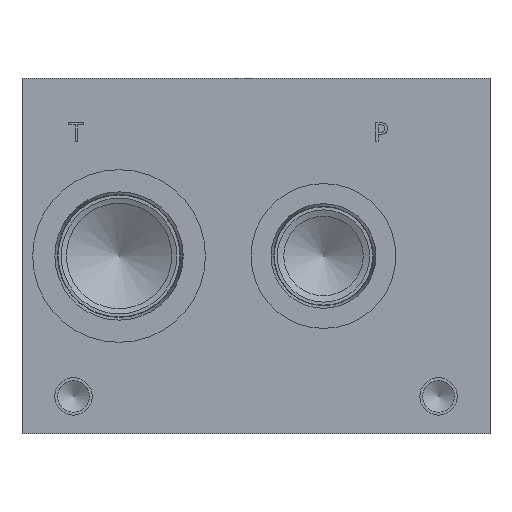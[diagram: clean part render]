
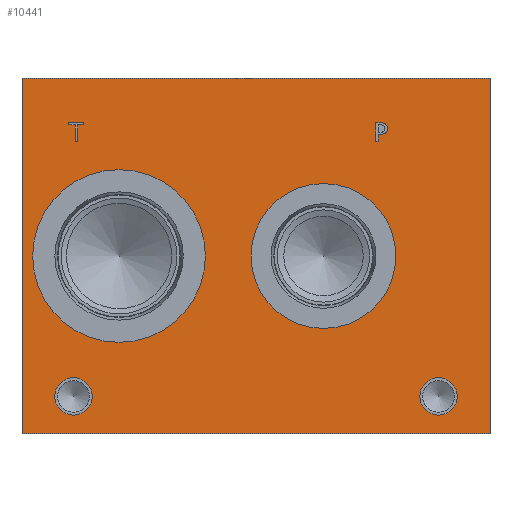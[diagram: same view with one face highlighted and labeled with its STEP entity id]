
A CAD part, left-side view. The second image highlights one B-rep face of the part: STEP entity #10441.
In plain terms, the highlighted planar face has unit normal (-1, 0, 0).
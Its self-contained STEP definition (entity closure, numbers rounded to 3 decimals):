
#141=CIRCLE('',#10892,29.286);
#142=CIRCLE('',#10893,29.286);
#143=CIRCLE('',#10894,24.562);
#144=CIRCLE('',#10895,24.562);
#145=CIRCLE('',#10896,6.35);
#146=CIRCLE('',#10897,6.35);
#147=CIRCLE('',#10898,6.35);
#148=CIRCLE('',#10899,6.35);
#406=FACE_BOUND('',#1748,.T.);
#407=FACE_BOUND('',#1749,.T.);
#408=FACE_BOUND('',#1750,.T.);
#409=FACE_BOUND('',#1751,.T.);
#410=FACE_BOUND('',#1752,.T.);
#411=FACE_BOUND('',#1753,.T.);
#718=PLANE('',#10891);
#1154=FACE_OUTER_BOUND('',#1747,.T.);
#1747=EDGE_LOOP('',(#8749,#8750,#8751,#8752));
#1748=EDGE_LOOP('',(#8753,#8754));
#1749=EDGE_LOOP('',(#8755,#8756));
#1750=EDGE_LOOP('',(#8757,#8758));
#1751=EDGE_LOOP('',(#8759,#8760));
#1752=EDGE_LOOP('',(#8761,#8762,#8763,#8764,#8765,#8766,#8767,#8768));
#1753=EDGE_LOOP('',(#8769,#8770,#8771,#8772,#8773,#8774,#8775,#8776,#8777));
#2200=LINE('',#15592,#3172);
#2757=LINE('',#17373,#3729);
#2760=LINE('',#17379,#3732);
#2763=LINE('',#17385,#3735);
#2766=LINE('',#17391,#3738);
#2769=LINE('',#17397,#3741);
#2773=LINE('',#17439,#3745);
#2774=LINE('',#17441,#3746);
#2775=LINE('',#17442,#3747);
#2776=LINE('',#17461,#3748);
#2777=LINE('',#17463,#3749);
#2778=LINE('',#17465,#3750);
#2779=LINE('',#17467,#3751);
#2780=LINE('',#17469,#3752);
#2781=LINE('',#17471,#3753);
#2782=LINE('',#17473,#3754);
#2783=LINE('',#17474,#3755);
#3172=VECTOR('',#11654,10.);
#3729=VECTOR('',#12637,10.);
#3732=VECTOR('',#12642,10.);
#3735=VECTOR('',#12647,10.);
#3738=VECTOR('',#12652,10.);
#3741=VECTOR('',#12657,10.);
#3745=VECTOR('',#12665,10.);
#3746=VECTOR('',#12666,10.);
#3747=VECTOR('',#12667,10.);
#3748=VECTOR('',#12684,10.);
#3749=VECTOR('',#12685,10.);
#3750=VECTOR('',#12686,10.);
#3751=VECTOR('',#12687,10.);
#3752=VECTOR('',#12688,10.);
#3753=VECTOR('',#12689,10.);
#3754=VECTOR('',#12690,10.);
#3755=VECTOR('',#12691,10.);
#4133=B_SPLINE_CURVE_WITH_KNOTS('',2,(#17340,#17341,#17342,#17343),
 .UNSPECIFIED.,.F.,.F.,(3,1,3),(0.,1.,2.),.UNSPECIFIED.);
#4135=B_SPLINE_CURVE_WITH_KNOTS('',2,(#17361,#17362,#17363,#17364),
 .UNSPECIFIED.,.F.,.F.,(3,1,3),(0.,1.,2.),.UNSPECIFIED.);
#4137=B_SPLINE_CURVE_WITH_KNOTS('',2,(#17410,#17411,#17412,#17413),
 .UNSPECIFIED.,.F.,.F.,(3,1,3),(0.,1.,2.),.UNSPECIFIED.);
#4139=B_SPLINE_CURVE_WITH_KNOTS('',2,(#17428,#17429,#17430,#17431),
 .UNSPECIFIED.,.F.,.F.,(3,1,3),(0.,1.,2.),.UNSPECIFIED.);
#4429=VERTEX_POINT('',#15585);
#4432=VERTEX_POINT('',#15590);
#4861=VERTEX_POINT('',#17338);
#4862=VERTEX_POINT('',#17339);
#4865=VERTEX_POINT('',#17360);
#4867=VERTEX_POINT('',#17372);
#4869=VERTEX_POINT('',#17378);
#4871=VERTEX_POINT('',#17384);
#4873=VERTEX_POINT('',#17390);
#4875=VERTEX_POINT('',#17396);
#4877=VERTEX_POINT('',#17409);
#4879=VERTEX_POINT('',#17438);
#4880=VERTEX_POINT('',#17440);
#4881=VERTEX_POINT('',#17443);
#4882=VERTEX_POINT('',#17444);
#4883=VERTEX_POINT('',#17447);
#4884=VERTEX_POINT('',#17448);
#4885=VERTEX_POINT('',#17451);
#4886=VERTEX_POINT('',#17452);
#4887=VERTEX_POINT('',#17455);
#4888=VERTEX_POINT('',#17456);
#4889=VERTEX_POINT('',#17459);
#4890=VERTEX_POINT('',#17460);
#4891=VERTEX_POINT('',#17462);
#4892=VERTEX_POINT('',#17464);
#4893=VERTEX_POINT('',#17466);
#4894=VERTEX_POINT('',#17468);
#4895=VERTEX_POINT('',#17470);
#4896=VERTEX_POINT('',#17472);
#5577=EDGE_CURVE('',#4429,#4432,#2200,.T.);
#6213=EDGE_CURVE('',#4861,#4862,#4133,.T.);
#6217=EDGE_CURVE('',#4865,#4861,#4135,.T.);
#6220=EDGE_CURVE('',#4867,#4865,#2757,.T.);
#6223=EDGE_CURVE('',#4869,#4867,#2760,.T.);
#6226=EDGE_CURVE('',#4871,#4869,#2763,.T.);
#6229=EDGE_CURVE('',#4873,#4871,#2766,.T.);
#6232=EDGE_CURVE('',#4875,#4873,#2769,.T.);
#6235=EDGE_CURVE('',#4877,#4875,#4137,.T.);
#6238=EDGE_CURVE('',#4862,#4877,#4139,.T.);
#6240=EDGE_CURVE('',#4879,#4429,#2773,.T.);
#6241=EDGE_CURVE('',#4880,#4432,#2774,.T.);
#6242=EDGE_CURVE('',#4879,#4880,#2775,.T.);
#6243=EDGE_CURVE('',#4881,#4882,#141,.T.);
#6244=EDGE_CURVE('',#4882,#4881,#142,.T.);
#6245=EDGE_CURVE('',#4883,#4884,#143,.T.);
#6246=EDGE_CURVE('',#4884,#4883,#144,.T.);
#6247=EDGE_CURVE('',#4885,#4886,#145,.T.);
#6248=EDGE_CURVE('',#4886,#4885,#146,.T.);
#6249=EDGE_CURVE('',#4887,#4888,#147,.T.);
#6250=EDGE_CURVE('',#4888,#4887,#148,.T.);
#6251=EDGE_CURVE('',#4889,#4890,#2776,.T.);
#6252=EDGE_CURVE('',#4890,#4891,#2777,.T.);
#6253=EDGE_CURVE('',#4891,#4892,#2778,.T.);
#6254=EDGE_CURVE('',#4892,#4893,#2779,.T.);
#6255=EDGE_CURVE('',#4893,#4894,#2780,.T.);
#6256=EDGE_CURVE('',#4894,#4895,#2781,.T.);
#6257=EDGE_CURVE('',#4895,#4896,#2782,.T.);
#6258=EDGE_CURVE('',#4896,#4889,#2783,.T.);
#8749=ORIENTED_EDGE('',*,*,#6240,.T.);
#8750=ORIENTED_EDGE('',*,*,#5577,.T.);
#8751=ORIENTED_EDGE('',*,*,#6241,.F.);
#8752=ORIENTED_EDGE('',*,*,#6242,.F.);
#8753=ORIENTED_EDGE('',*,*,#6243,.T.);
#8754=ORIENTED_EDGE('',*,*,#6244,.T.);
#8755=ORIENTED_EDGE('',*,*,#6245,.T.);
#8756=ORIENTED_EDGE('',*,*,#6246,.T.);
#8757=ORIENTED_EDGE('',*,*,#6247,.T.);
#8758=ORIENTED_EDGE('',*,*,#6248,.T.);
#8759=ORIENTED_EDGE('',*,*,#6249,.T.);
#8760=ORIENTED_EDGE('',*,*,#6250,.T.);
#8761=ORIENTED_EDGE('',*,*,#6251,.T.);
#8762=ORIENTED_EDGE('',*,*,#6252,.T.);
#8763=ORIENTED_EDGE('',*,*,#6253,.T.);
#8764=ORIENTED_EDGE('',*,*,#6254,.T.);
#8765=ORIENTED_EDGE('',*,*,#6255,.T.);
#8766=ORIENTED_EDGE('',*,*,#6256,.T.);
#8767=ORIENTED_EDGE('',*,*,#6257,.T.);
#8768=ORIENTED_EDGE('',*,*,#6258,.T.);
#8769=ORIENTED_EDGE('',*,*,#6213,.T.);
#8770=ORIENTED_EDGE('',*,*,#6238,.T.);
#8771=ORIENTED_EDGE('',*,*,#6235,.T.);
#8772=ORIENTED_EDGE('',*,*,#6232,.T.);
#8773=ORIENTED_EDGE('',*,*,#6229,.T.);
#8774=ORIENTED_EDGE('',*,*,#6226,.T.);
#8775=ORIENTED_EDGE('',*,*,#6223,.T.);
#8776=ORIENTED_EDGE('',*,*,#6220,.T.);
#8777=ORIENTED_EDGE('',*,*,#6217,.T.);
#10441=ADVANCED_FACE('',(#1154,#406,#407,#408,#409,#410,#411),#718,.T.);
#10891=AXIS2_PLACEMENT_3D('',#17437,#12663,#12664);
#10892=AXIS2_PLACEMENT_3D('',#17445,#12668,#12669);
#10893=AXIS2_PLACEMENT_3D('',#17446,#12670,#12671);
#10894=AXIS2_PLACEMENT_3D('',#17449,#12672,#12673);
#10895=AXIS2_PLACEMENT_3D('',#17450,#12674,#12675);
#10896=AXIS2_PLACEMENT_3D('',#17453,#12676,#12677);
#10897=AXIS2_PLACEMENT_3D('',#17454,#12678,#12679);
#10898=AXIS2_PLACEMENT_3D('',#17457,#12680,#12681);
#10899=AXIS2_PLACEMENT_3D('',#17458,#12682,#12683);
#11654=DIRECTION('',(0.,0.,1.));
#12637=DIRECTION('',(0.,-1.,0.));
#12642=DIRECTION('',(0.,0.,1.));
#12647=DIRECTION('',(0.,1.,0.));
#12652=DIRECTION('',(0.,0.,-1.));
#12657=DIRECTION('',(0.,1.,0.));
#12663=DIRECTION('center_axis',(-1.,0.,0.));
#12664=DIRECTION('ref_axis',(0.,-1.,0.));
#12665=DIRECTION('',(0.,-1.,0.));
#12666=DIRECTION('',(0.,-1.,0.));
#12667=DIRECTION('',(0.,0.,1.));
#12668=DIRECTION('center_axis',(1.,0.,0.));
#12669=DIRECTION('ref_axis',(0.,0.,1.));
#12670=DIRECTION('center_axis',(1.,0.,0.));
#12671=DIRECTION('ref_axis',(0.,0.,1.));
#12672=DIRECTION('center_axis',(1.,0.,0.));
#12673=DIRECTION('ref_axis',(0.,0.,1.));
#12674=DIRECTION('center_axis',(1.,0.,0.));
#12675=DIRECTION('ref_axis',(0.,0.,1.));
#12676=DIRECTION('center_axis',(1.,0.,0.));
#12677=DIRECTION('ref_axis',(0.,1.,0.));
#12678=DIRECTION('center_axis',(1.,0.,0.));
#12679=DIRECTION('ref_axis',(0.,1.,0.));
#12680=DIRECTION('center_axis',(1.,0.,0.));
#12681=DIRECTION('ref_axis',(0.,1.,0.));
#12682=DIRECTION('center_axis',(1.,0.,0.));
#12683=DIRECTION('ref_axis',(0.,1.,0.));
#12684=DIRECTION('',(0.,1.,0.));
#12685=DIRECTION('',(0.,0.,1.));
#12686=DIRECTION('',(0.,1.,0.));
#12687=DIRECTION('',(0.,0.,1.));
#12688=DIRECTION('',(0.,-1.,0.));
#12689=DIRECTION('',(0.,0.,-1.));
#12690=DIRECTION('',(0.,1.,0.));
#12691=DIRECTION('',(0.,0.,-1.));
#15585=CARTESIAN_POINT('',(0.,0.,0.));
#15590=CARTESIAN_POINT('',(0.,0.,120.65));
#15592=CARTESIAN_POINT('',(0.,0.,0.));
#17338=CARTESIAN_POINT('',(0.,35.571,105.141));
#17339=CARTESIAN_POINT('',(0.,34.815,103.623));
#17340=CARTESIAN_POINT('Ctrl Pts',(0.,35.571,105.141));
#17341=CARTESIAN_POINT('Ctrl Pts',(0.,35.216,104.899));
#17342=CARTESIAN_POINT('Ctrl Pts',(0.,34.815,104.153));
#17343=CARTESIAN_POINT('Ctrl Pts',(0.,34.815,103.623));
#17360=CARTESIAN_POINT('',(0.,37.233,105.537));
#17361=CARTESIAN_POINT('Ctrl Pts',(0.,37.233,105.537));
#17362=CARTESIAN_POINT('Ctrl Pts',(0.,36.667,105.537));
#17363=CARTESIAN_POINT('Ctrl Pts',(0.,35.875,105.352));
#17364=CARTESIAN_POINT('Ctrl Pts',(0.,35.571,105.141));
#17372=CARTESIAN_POINT('',(0.,38.828,105.537));
#17373=CARTESIAN_POINT('',(0.,98.789,105.537));
#17378=CARTESIAN_POINT('',(0.,38.828,99.187));
#17379=CARTESIAN_POINT('',(0.,38.828,49.593));
#17384=CARTESIAN_POINT('',(0.,37.984,99.187));
#17385=CARTESIAN_POINT('',(0.,98.367,99.187));
#17390=CARTESIAN_POINT('',(0.,37.984,101.554));
#17391=CARTESIAN_POINT('',(0.,37.984,50.777));
#17396=CARTESIAN_POINT('',(0.,37.269,101.554));
#17397=CARTESIAN_POINT('',(0.,98.01,101.554));
#17409=CARTESIAN_POINT('',(0.,35.37,102.213));
#17410=CARTESIAN_POINT('Ctrl Pts',(0.,35.37,102.213));
#17411=CARTESIAN_POINT('Ctrl Pts',(0.,35.7,101.889));
#17412=CARTESIAN_POINT('Ctrl Pts',(0.,36.59,101.554));
#17413=CARTESIAN_POINT('Ctrl Pts',(0.,37.269,101.554));
#17428=CARTESIAN_POINT('Ctrl Pts',(0.,34.815,103.623));
#17429=CARTESIAN_POINT('Ctrl Pts',(0.,34.815,103.211));
#17430=CARTESIAN_POINT('Ctrl Pts',(0.,35.108,102.47));
#17431=CARTESIAN_POINT('Ctrl Pts',(0.,35.37,102.213));
#17437=CARTESIAN_POINT('Origin',(0.,158.75,0.));
#17438=CARTESIAN_POINT('',(0.,158.75,0.));
#17439=CARTESIAN_POINT('',(0.,158.75,0.));
#17440=CARTESIAN_POINT('',(0.,158.75,120.65));
#17441=CARTESIAN_POINT('',(0.,158.75,120.65));
#17442=CARTESIAN_POINT('',(0.,158.75,0.));
#17443=CARTESIAN_POINT('',(0.,125.832,89.611));
#17444=CARTESIAN_POINT('',(0.,125.832,31.039));
#17445=CARTESIAN_POINT('Origin',(0.,125.832,60.325));
#17446=CARTESIAN_POINT('Origin',(0.,125.832,60.325));
#17447=CARTESIAN_POINT('',(0.,56.49,84.887));
#17448=CARTESIAN_POINT('',(0.,56.49,35.763));
#17449=CARTESIAN_POINT('Origin',(0.,56.49,60.325));
#17450=CARTESIAN_POINT('Origin',(0.,56.49,60.325));
#17451=CARTESIAN_POINT('',(0.,147.625,12.7));
#17452=CARTESIAN_POINT('',(0.,134.925,12.7));
#17453=CARTESIAN_POINT('Origin',(0.,141.275,12.7));
#17454=CARTESIAN_POINT('Origin',(0.,141.275,12.7));
#17455=CARTESIAN_POINT('',(0.,23.8,12.7));
#17456=CARTESIAN_POINT('',(0.,11.1,12.7));
#17457=CARTESIAN_POINT('Origin',(0.,17.45,12.7));
#17458=CARTESIAN_POINT('Origin',(0.,17.45,12.7));
#17459=CARTESIAN_POINT('',(0.,139.88,99.187));
#17460=CARTESIAN_POINT('',(0.,140.724,99.187));
#17461=CARTESIAN_POINT('',(0.,149.315,99.187));
#17462=CARTESIAN_POINT('',(0.,140.724,104.786));
#17463=CARTESIAN_POINT('',(0.,140.724,49.594));
#17464=CARTESIAN_POINT('',(0.,142.855,104.786));
#17465=CARTESIAN_POINT('',(0.,149.737,104.786));
#17466=CARTESIAN_POINT('',(0.,142.855,105.537));
#17467=CARTESIAN_POINT('',(0.,142.855,52.393));
#17468=CARTESIAN_POINT('',(0.,137.75,105.537));
#17469=CARTESIAN_POINT('',(0.,150.802,105.537));
#17470=CARTESIAN_POINT('',(0.,137.75,104.786));
#17471=CARTESIAN_POINT('',(0.,137.75,52.768));
#17472=CARTESIAN_POINT('',(0.,139.88,104.786));
#17473=CARTESIAN_POINT('',(0.,148.25,104.786));
#17474=CARTESIAN_POINT('',(0.,139.88,52.393));
